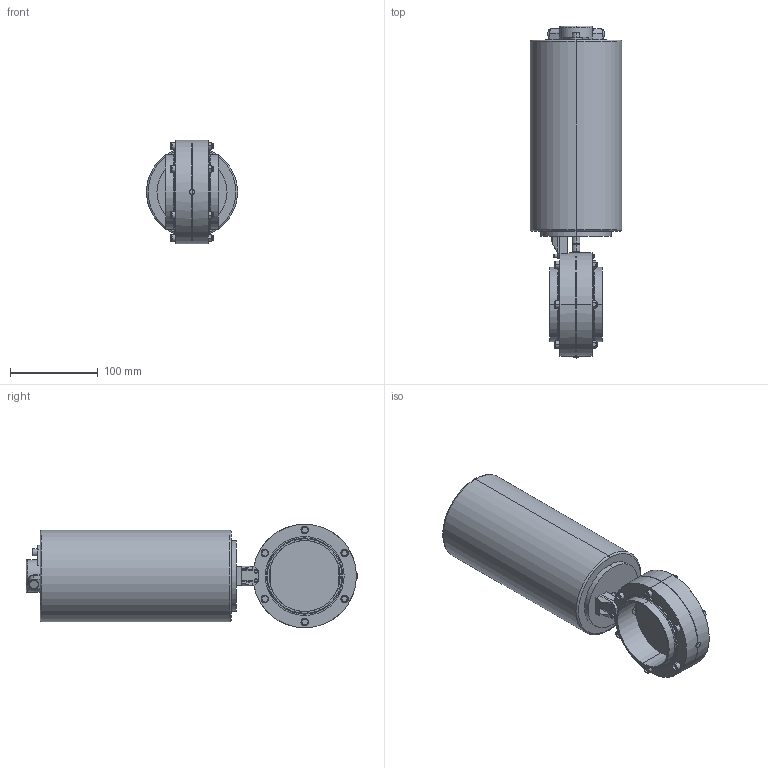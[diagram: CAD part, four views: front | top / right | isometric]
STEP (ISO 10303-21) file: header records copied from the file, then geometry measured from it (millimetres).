
FILE_DESCRIPTION (( 'STEP AP203' ), '1' );
FILE_NAME ('3D-M4501P_80_174451230_174451260.STEP', '2024-09-13T16:04:44', ( '' ), ( '' ), 'SwSTEP 2.0', 'SolidWorks 2024', '' );
FILE_SCHEMA (( 'CONFIG_CONTROL_DESIGN' ));
Length unit declared in the file: millimetre
Products named in the file (1): 3D-M4501P_80_174451230_174451260
Bounding box: 104 x 378.65 x 118 mm (x, y, z)
Volume: 2147234.6 mm3; surface area: 156436.5 mm2
Topology: 5 solids, 5 shells, 388 faces, 896 edges, 556 vertices
Faces by surface type: plane 207, cylinder 105, torus 42, cone 28, bspline 4, sphere 2
Entity records: 11710 total; most frequent: CARTESIAN_POINT 2677, DIRECTION 1945, ORIENTED_EDGE 1782, EDGE_CURVE 891, AXIS2_PLACEMENT_3D 711, VERTEX_POINT 555, VECTOR 523, LINE 523
